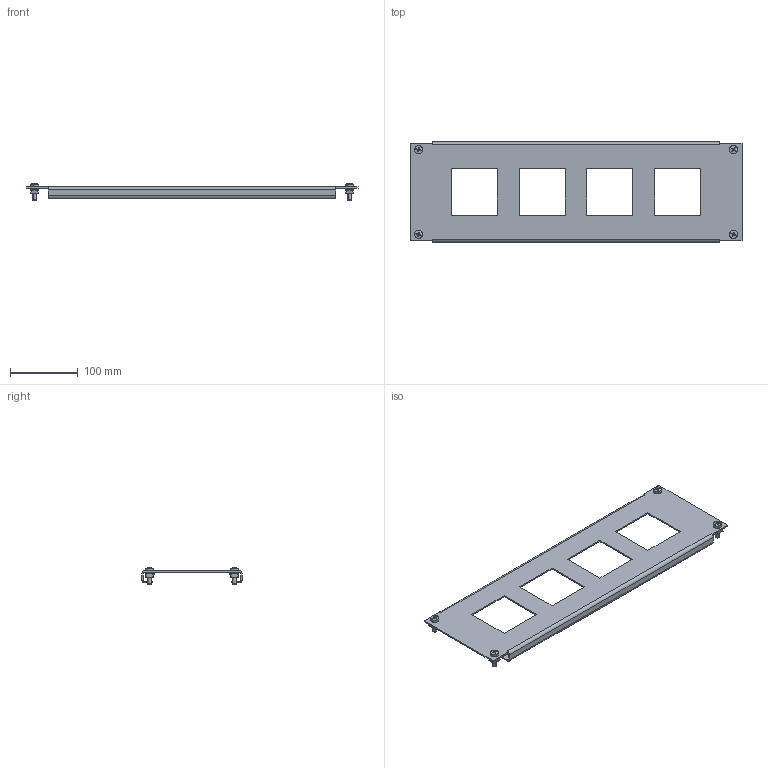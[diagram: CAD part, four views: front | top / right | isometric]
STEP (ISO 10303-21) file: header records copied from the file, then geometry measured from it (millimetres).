
FILE_DESCRIPTION (( 'STEP AP214' ), '1' );
FILE_NAME ('AFP726Q4 Ïàíåëü ñ 4 âûðåçàìèò72õ72ìì.step', '2020-11-05T13:37:00', ( '' ), ( '' ), 'SwSTEP 2.0', 'SolidWorks 2019', '' );
FILE_SCHEMA (( 'AUTOMOTIVE_DESIGN' ));
Length unit declared in the file: millimetre
Products named in the file (4): AVT001.00.00.50 Ïàíåëü óñòðîéñòâ 72õ72ìì_00; AFP726Q4 Ïàíåëü ñ 4 âûðåçàìèò72õ72ìì; Âèíò Ì6 DIN 7985_6å20; Ãàéêà êëåòåâàÿ Ì6_3À
Assembly tree (9 placements, depth 2):
  AFP726Q4 Ïàíåëü ñ 4 âûðåçàìèò72õ72ìì
    AVT001.00.00.50 Ïàíåëü óñòðîéñòâ 72õ72ìì_00
    Ãàéêà êëåòåâàÿ Ì6_3À  x4
    Âèíò Ì6 DIN 7985_6å20  x4
Bounding box: 490 x 148 x 24.59 mm (x, y, z)
Volume: 157321 mm3; surface area: 163450.9 mm2
Topology: 9 solids, 9 shells, 386 faces, 1008 edges, 644 vertices
Faces by surface type: plane 258, cylinder 112, cone 8, sphere 8
Entity records: 4718 total; most frequent: CARTESIAN_POINT 871, ORIENTED_EDGE 768, DIRECTION 754, EDGE_CURVE 384, VECTOR 280, LINE 280, VERTEX_POINT 242, AXIS2_PLACEMENT_3D 237
